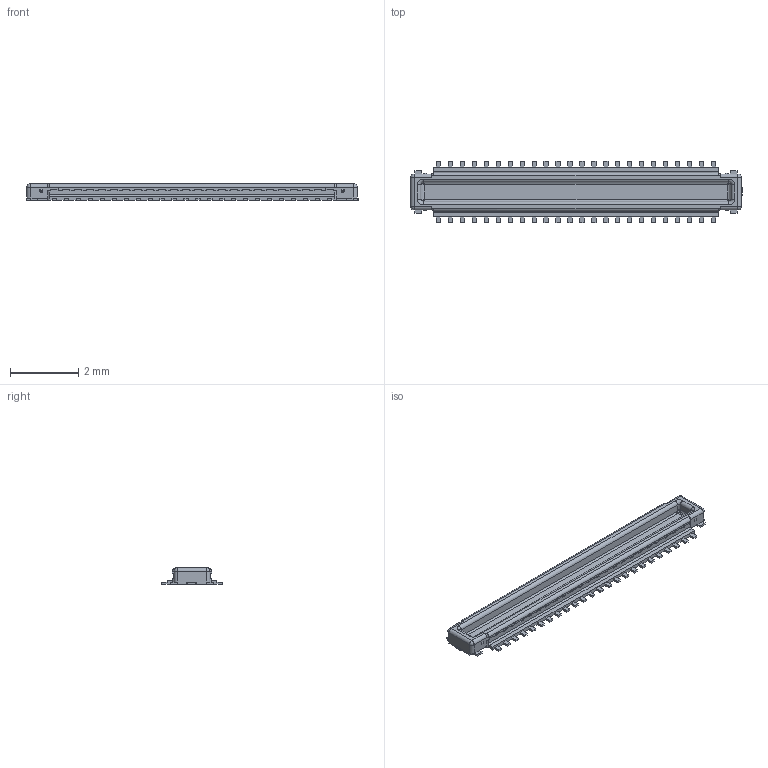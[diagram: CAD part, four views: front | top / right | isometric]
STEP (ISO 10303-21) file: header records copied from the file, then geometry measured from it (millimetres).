
FILE_DESCRIPTION((''),'2;1');
FILE_NAME('B09P-48PIN_3D_231110','2024-04-26T11:57:07',('eng801'),(''),'CREO PARAMETRIC BY PTC INC, 2019010','CREO PARAMETRIC BY PTC INC, 2019010','');
FILE_SCHEMA(('CONFIG_CONTROL_DESIGN'));
Length unit declared in the file: millimetre
Products named in the file (1): B09P-48PIN_3D_231110
Bounding box: 9.7 x 1.8 x 0.47 mm (x, y, z)
Volume: 3.5 mm3; surface area: 46.2 mm2
Topology: 1 solids, 1 shells, 707 faces, 2252 edges, 1546 vertices
Faces by surface type: plane 563, cylinder 106, bspline 26, torus 8, sphere 4
Entity records: 24742 total; most frequent: CARTESIAN_POINT 5009, ORIENTED_EDGE 4044, DIRECTION 3830, EDGE_CURVE 2022, VECTOR 1978, LINE 1978, VERTEX_POINT 1322, AXIS2_PLACEMENT_3D 926
